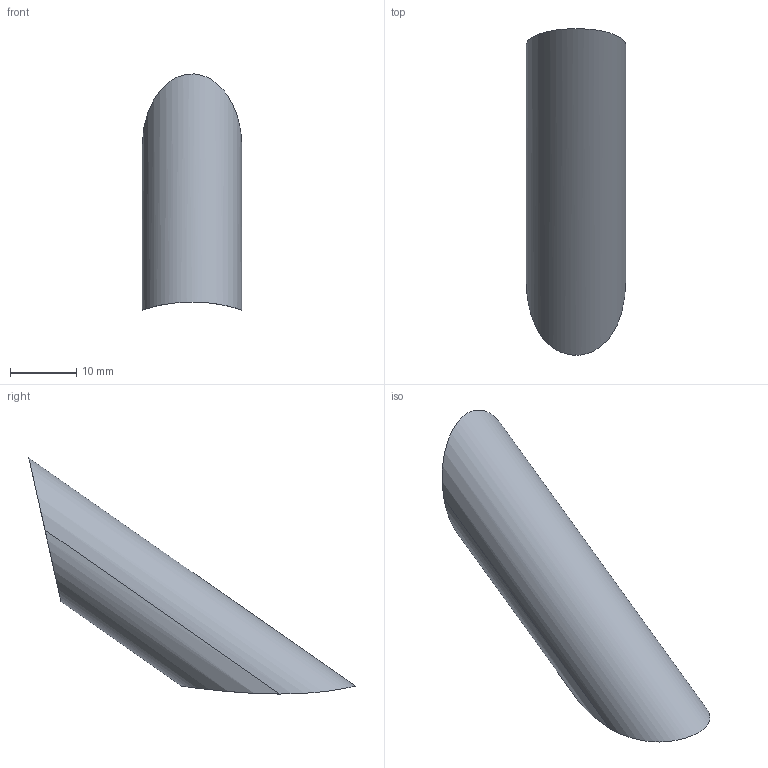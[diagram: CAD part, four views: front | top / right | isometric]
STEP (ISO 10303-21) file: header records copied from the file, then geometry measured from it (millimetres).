
FILE_DESCRIPTION(('STEP AP214'),'1');
FILE_NAME('303_v3.stp','2019-12-19T16:12:20',(' '),(' '),'Spatial InterOp 3D',' ',' ');
FILE_SCHEMA(('AUTOMOTIVE_DESIGN { 1 0 10303 214 1 1 1 1 }'));
Length unit declared in the file: metre
Products named in the file (1): PartBody/Pocket.2
Bounding box: 15 x 49.2 x 35.6 mm (x, y, z)
Volume: 2669.3 mm3; surface area: 3768.5 mm2
Topology: 1 solids, 1 shells, 7 faces, 19 edges, 16 vertices
Faces by surface type: cylinder 6, plane 1
Entity records: 524 total; most frequent: CARTESIAN_POINT 227, DIRECTION 37, ORIENTED_EDGE 36, EDGE_CURVE 18, STYLED_ITEM 16, PRESENTATION_STYLE_ASSIGNMENT 16, COLOUR_RGB 16, AXIS2_PLACEMENT_3D 15
